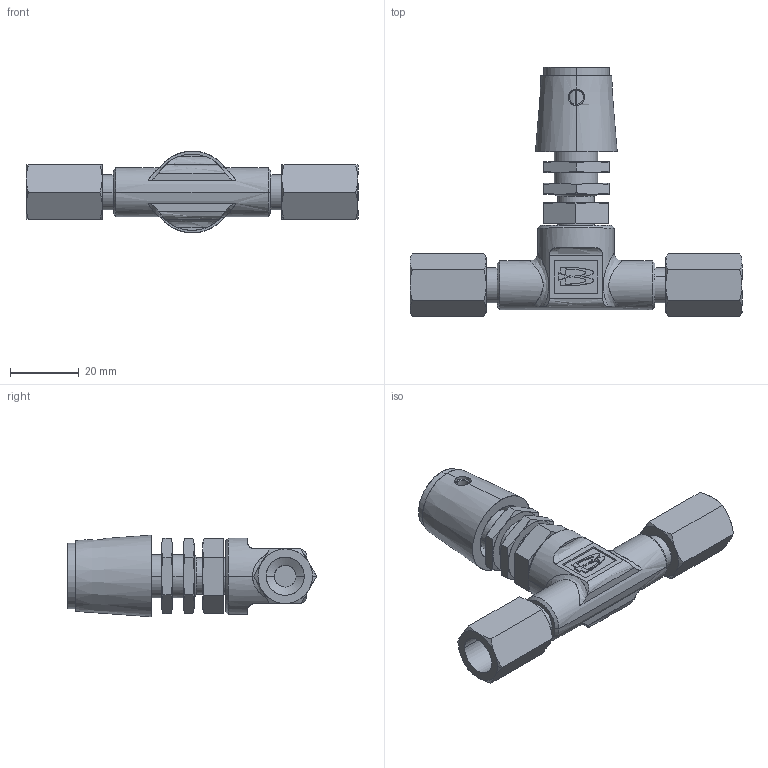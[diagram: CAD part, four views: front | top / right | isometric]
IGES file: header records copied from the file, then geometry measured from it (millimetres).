
Start section: SolidWorks IGES file using analytic representation for surfaces
Global section: file name: 8504F-A-3C.IGS; native system: SolidWorks 2020; preprocessor: SolidWorks 2020; author: CRaksin; date: 220131.133225; units: inch
Bounding box: 96.77 x 72.67 x 23.81 mm (x, y, z)
Surface area: 15210.8 mm2 (no closed solid volume)
Topology: 0 solids, 0 shells, 323 faces, 4657 edges, 4656 vertices
Faces by surface type: revolution 197, bspline 126
